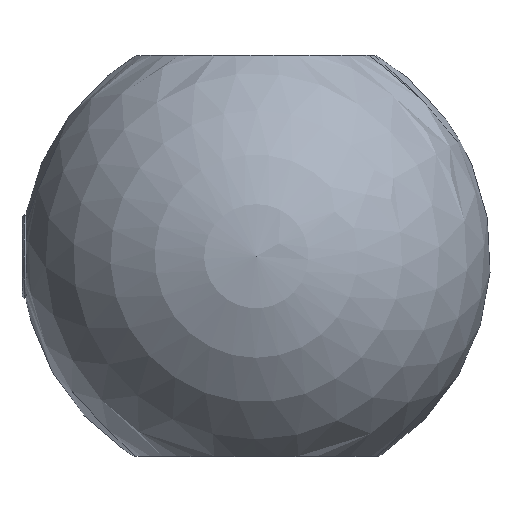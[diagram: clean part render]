
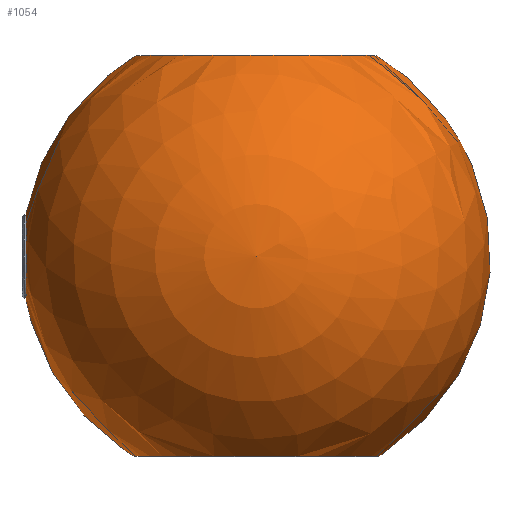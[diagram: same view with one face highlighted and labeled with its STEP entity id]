
A CAD part, top view. The second image highlights one B-rep face of the part: STEP entity #1054.
In plain terms, the highlighted spherical face has radius 12.5 mm.
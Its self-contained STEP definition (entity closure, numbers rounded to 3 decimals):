
#5 = DIRECTION ( 'NONE',  ( 0., 1., 0. ) ) ;
#66 = DIRECTION ( 'NONE',  ( 1., 0., 0. ) ) ;
#105 = DIRECTION ( 'NONE',  ( 0., 0., 1. ) ) ;
#115 = CARTESIAN_POINT ( 'NONE',  ( 0., 1.837, 0. ) ) ;
#160 = DIRECTION ( 'NONE',  ( 0., -1., 0. ) ) ;
#210 = CARTESIAN_POINT ( 'NONE',  ( 0., 1.837, 6.523 ) ) ;
#241 = FACE_OUTER_BOUND ( 'NONE', #629, .T. ) ;
#308 = EDGE_CURVE ( 'NONE', #419, #419, #727, .T. ) ;
#336 = EDGE_CURVE ( 'NONE', #476, #476, #696, .T. ) ;
#359 = SPHERICAL_SURFACE ( 'NONE', #601, 12.5 ) ;
#390 = FACE_BOUND ( 'NONE', #1063, .T. ) ;
#419 = VERTEX_POINT ( 'NONE', #210 ) ;
#476 = VERTEX_POINT ( 'NONE', #790 ) ;
#507 = DIRECTION ( 'NONE',  ( -1., 0., 0. ) ) ;
#512 = DIRECTION ( 'NONE',  ( 0., 0., -1. ) ) ;
#601 = AXIS2_PLACEMENT_3D ( 'NONE', #1267, #1274, #66 ) ;
#629 = EDGE_LOOP ( 'NONE', ( #1010 ) ) ;
#696 = CIRCLE ( 'NONE', #721, 2.31 ) ;
#710 = VERTEX_POINT ( 'NONE', #1094 ) ;
#721 = AXIS2_PLACEMENT_3D ( 'NONE', #802, #507, #512 ) ;
#724 = CIRCLE ( 'NONE', #1253, 6.417 ) ;
#727 = CIRCLE ( 'NONE', #1055, 6.523 ) ;
#755 = CARTESIAN_POINT ( 'NONE',  ( 0., 23.227, 0. ) ) ;
#790 = CARTESIAN_POINT ( 'NONE',  ( -12.285, 12.5, -2.31 ) ) ;
#802 = CARTESIAN_POINT ( 'NONE',  ( -12.285, 12.5, 0. ) ) ;
#869 = EDGE_CURVE ( 'NONE', #710, #710, #724, .T. ) ;
#885 = FACE_OUTER_BOUND ( 'NONE', #1062, .T. ) ;
#1010 = ORIENTED_EDGE ( 'NONE', *, *, #869, .T. ) ;
#1054 = ADVANCED_FACE ( 'NONE', ( #885, #241, #390 ), #359, .T. ) ;
#1055 = AXIS2_PLACEMENT_3D ( 'NONE', #115, #5, #105 ) ;
#1062 = EDGE_LOOP ( 'NONE', ( #1075 ) ) ;
#1063 = EDGE_LOOP ( 'NONE', ( #1112 ) ) ;
#1075 = ORIENTED_EDGE ( 'NONE', *, *, #308, .T. ) ;
#1094 = CARTESIAN_POINT ( 'NONE',  ( 0., 23.227, -6.417 ) ) ;
#1112 = ORIENTED_EDGE ( 'NONE', *, *, #336, .F. ) ;
#1247 = DIRECTION ( 'NONE',  ( 0., 0., -1. ) ) ;
#1253 = AXIS2_PLACEMENT_3D ( 'NONE', #755, #160, #1247 ) ;
#1267 = CARTESIAN_POINT ( 'NONE',  ( 0., 12.5, 0. ) ) ;
#1274 = DIRECTION ( 'NONE',  ( 0., 0., 1. ) ) ;
